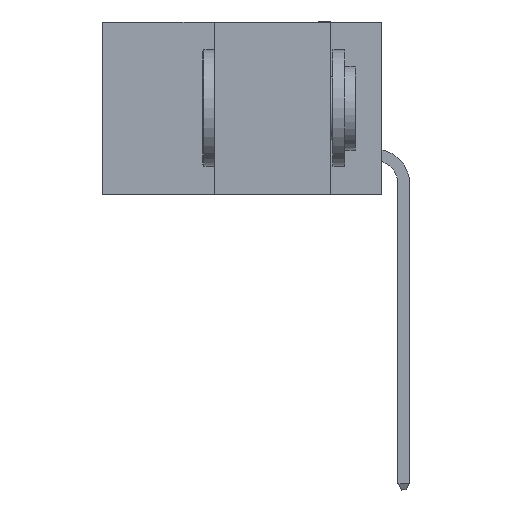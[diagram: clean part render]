
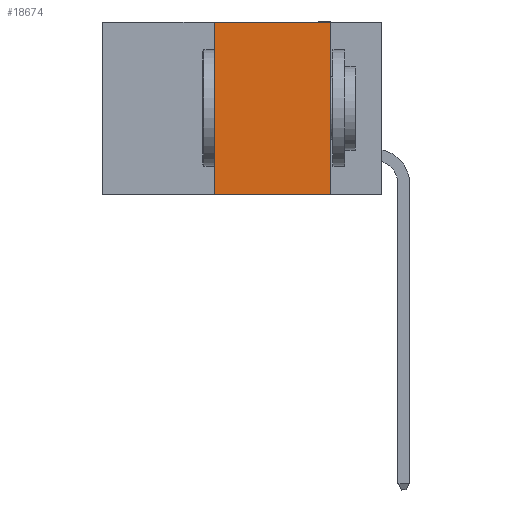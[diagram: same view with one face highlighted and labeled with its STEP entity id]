
A CAD part, left-side view. The second image highlights one B-rep face of the part: STEP entity #18674.
In plain terms, the highlighted planar face has unit normal (-1, 0, 0).
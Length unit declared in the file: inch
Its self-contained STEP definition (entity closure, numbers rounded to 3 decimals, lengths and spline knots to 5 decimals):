
#87 = PLANE ( 'NONE',  #7948 ) ;
#422 = DIRECTION ( 'NONE',  ( 0., -1., 0. ) ) ;
#1038 = LINE ( 'NONE', #14928, #19761 ) ;
#1410 = VERTEX_POINT ( 'NONE', #11038 ) ;
#1762 = EDGE_CURVE ( 'NONE', #4375, #1410, #16397, .T. ) ;
#2073 = ORIENTED_EDGE ( 'NONE', *, *, #1762, .F. ) ;
#2946 = DIRECTION ( 'NONE',  ( 0., -1., 0. ) ) ;
#3272 = VERTEX_POINT ( 'NONE', #7785 ) ;
#3781 = ORIENTED_EDGE ( 'NONE', *, *, #17816, .F. ) ;
#4375 = VERTEX_POINT ( 'NONE', #9674 ) ;
#6930 = EDGE_LOOP ( 'NONE', ( #2073, #3781, #22951, #15444 ) ) ;
#7399 = CARTESIAN_POINT ( 'NONE',  ( 0., 0.36, 0. ) ) ;
#7478 = DIRECTION ( 'NONE',  ( 0., 0., 1. ) ) ;
#7570 = LINE ( 'NONE', #19189, #15416 ) ;
#7785 = CARTESIAN_POINT ( 'NONE',  ( 0., 0.36, 0. ) ) ;
#7948 = AXIS2_PLACEMENT_3D ( 'NONE', #18492, #12617, #14485 ) ;
#9674 = CARTESIAN_POINT ( 'NONE',  ( 0., 0.11, 0. ) ) ;
#10486 = CARTESIAN_POINT ( 'NONE',  ( 0., 0.36, -0.37 ) ) ;
#11038 = CARTESIAN_POINT ( 'NONE',  ( 0., 0.11, -0.37 ) ) ;
#12462 = VECTOR ( 'NONE', #7478, 39.37008 ) ;
#12617 = DIRECTION ( 'NONE',  ( 1., 0., 0. ) ) ;
#14485 = DIRECTION ( 'NONE',  ( 0., 0., -1. ) ) ;
#14928 = CARTESIAN_POINT ( 'NONE',  ( 0., 0.6, 0. ) ) ;
#15416 = VECTOR ( 'NONE', #2946, 39.37008 ) ;
#15444 = ORIENTED_EDGE ( 'NONE', *, *, #19012, .T. ) ;
#15836 = VECTOR ( 'NONE', #23543, 39.37008 ) ;
#16397 = LINE ( 'NONE', #21866, #15836 ) ;
#17025 = VERTEX_POINT ( 'NONE', #10486 ) ;
#17339 = LINE ( 'NONE', #7399, #12462 ) ;
#17816 = EDGE_CURVE ( 'NONE', #3272, #4375, #1038, .T. ) ;
#18492 = CARTESIAN_POINT ( 'NONE',  ( 0., 0.6, 0. ) ) ;
#18674 = ADVANCED_FACE ( 'NONE', ( #21737 ), #87, .F. ) ;
#19012 = EDGE_CURVE ( 'NONE', #17025, #1410, #7570, .T. ) ;
#19189 = CARTESIAN_POINT ( 'NONE',  ( 0., 0.6, -0.37 ) ) ;
#19415 = EDGE_CURVE ( 'NONE', #17025, #3272, #17339, .T. ) ;
#19761 = VECTOR ( 'NONE', #422, 39.37008 ) ;
#21737 = FACE_OUTER_BOUND ( 'NONE', #6930, .T. ) ;
#21866 = CARTESIAN_POINT ( 'NONE',  ( 0., 0.11, 0. ) ) ;
#22951 = ORIENTED_EDGE ( 'NONE', *, *, #19415, .F. ) ;
#23543 = DIRECTION ( 'NONE',  ( 0., 0., -1. ) ) ;
